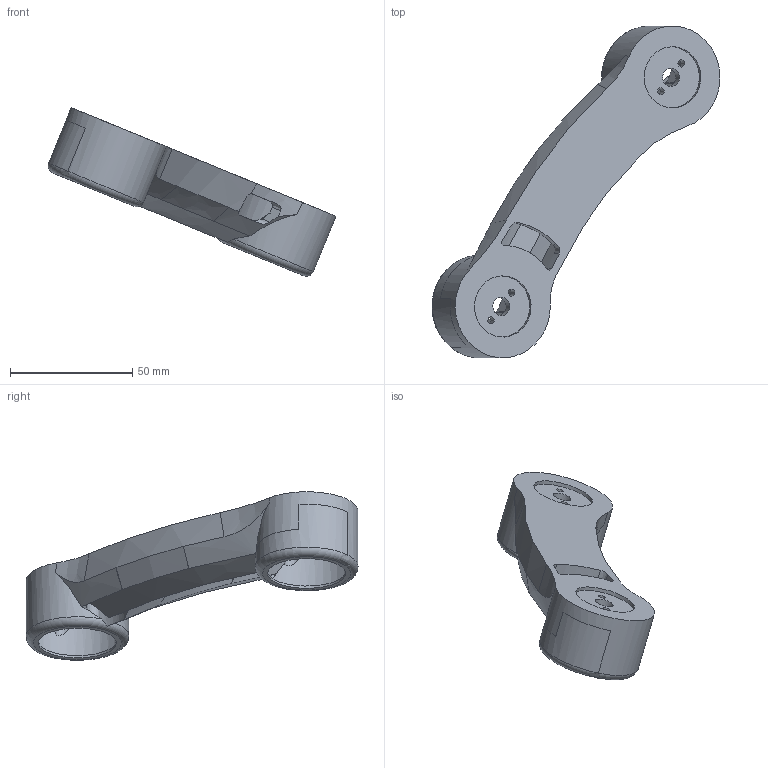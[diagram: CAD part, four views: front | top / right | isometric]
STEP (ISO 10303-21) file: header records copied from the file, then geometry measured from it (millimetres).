
FILE_DESCRIPTION(/* description */ (''),/* implementation_level */ '2;1');
FILE_NAME(/* name */ 'Antebrazo sin Logo FABRI CREATOR.step',/* time_stamp */ '2024-09-26T09:30:33-05:00',/* author */ (''),/* organization */ (''),/* preprocessor_version */ 'ST-DEVELOPER v20',/* originating_system */ 'Autodesk Translation Framework v13.14.0.145',/* authorisation */ '');
FILE_SCHEMA (('AUTOMOTIVE_DESIGN { 1 0 10303 214 3 1 1 }'));
Length unit declared in the file: millimetre
Products named in the file (1): Antebrazo sin Logo FABRI CREATOR
Bounding box: 117.67 x 135.69 x 68.88 mm (x, y, z)
Volume: 84461.9 mm3; surface area: 28419.5 mm2
Topology: 1 solids, 1 shells, 97 faces, 296 edges, 202 vertices
Faces by surface type: bspline 39, plane 28, cylinder 26, torus 2, cone 2
Full cylindrical faces by diameter (mm): 3 x4, 7.5 x2, 25 x2, 32 x2
Entity records: 6193 total; most frequent: CARTESIAN_POINT 3878, ORIENTED_EDGE 592, DIRECTION 297, EDGE_CURVE 296, VERTEX_POINT 202, B_SPLINE_CURVE_WITH_KNOTS 169, AXIS2_PLACEMENT_3D 119, EDGE_LOOP 112
